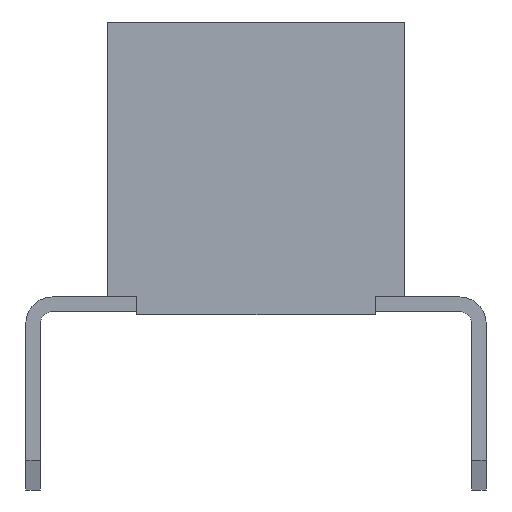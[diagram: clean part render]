
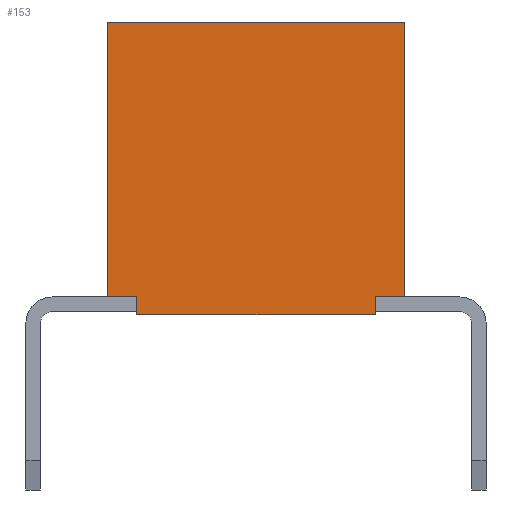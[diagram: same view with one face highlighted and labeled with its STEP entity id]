
A CAD part, left-side view. The second image highlights one B-rep face of the part: STEP entity #153.
In plain terms, the highlighted planar face has unit normal (-1, 0, 0).
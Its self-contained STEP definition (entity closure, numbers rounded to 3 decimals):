
#153=ADVANCED_FACE('',(#632),#408,.T.);
#408=PLANE('',#5024);
#632=FACE_OUTER_BOUND('',#904,.T.);
#904=EDGE_LOOP('',(#1370,#1371,#1372,#1373,#1374,#1375,#1376,#1377));
#1370=ORIENTED_EDGE('',*,*,#3219,.T.);
#1371=ORIENTED_EDGE('',*,*,#3217,.T.);
#1372=ORIENTED_EDGE('',*,*,#3226,.F.);
#1373=ORIENTED_EDGE('',*,*,#3125,.T.);
#1374=ORIENTED_EDGE('',*,*,#3227,.T.);
#1375=ORIENTED_EDGE('',*,*,#3228,.T.);
#1376=ORIENTED_EDGE('',*,*,#3229,.F.);
#1377=ORIENTED_EDGE('',*,*,#3121,.T.);
#2673=VERTEX_POINT('',#6835);
#2674=VERTEX_POINT('',#6837);
#2677=VERTEX_POINT('',#6843);
#2678=VERTEX_POINT('',#6845);
#2767=VERTEX_POINT('',#7024);
#2769=VERTEX_POINT('',#7028);
#2770=VERTEX_POINT('',#7042);
#2771=VERTEX_POINT('',#7044);
#3121=EDGE_CURVE('',#2674,#2673,#3829,.T.);
#3125=EDGE_CURVE('',#2678,#2677,#3833,.T.);
#3217=EDGE_CURVE('',#2767,#2769,#3925,.T.);
#3219=EDGE_CURVE('',#2673,#2767,#3927,.T.);
#3226=EDGE_CURVE('',#2678,#2769,#3934,.T.);
#3227=EDGE_CURVE('',#2677,#2770,#3935,.T.);
#3228=EDGE_CURVE('',#2770,#2771,#3936,.T.);
#3229=EDGE_CURVE('',#2674,#2771,#3937,.T.);
#3829=LINE('',#6836,#4475);
#3833=LINE('',#6844,#4479);
#3925=LINE('',#7029,#4571);
#3927=LINE('',#7032,#4573);
#3934=LINE('',#7040,#4580);
#3935=LINE('',#7041,#4581);
#3936=LINE('',#7043,#4582);
#3937=LINE('',#7045,#4583);
#4475=VECTOR('',#5453,1.);
#4479=VECTOR('',#5457,1.);
#4571=VECTOR('',#5551,1.);
#4573=VECTOR('',#5555,1.);
#4580=VECTOR('',#5564,1.);
#4581=VECTOR('',#5565,1.);
#4582=VECTOR('',#5566,1.);
#4583=VECTOR('',#5567,1.);
#5024=AXIS2_PLACEMENT_3D('',#7046,#5568,#5569);
#5453=DIRECTION('',(0.,-1.,0.));
#5457=DIRECTION('',(0.,-1.,0.));
#5551=DIRECTION('',(0.,1.,0.));
#5555=DIRECTION('',(0.,0.,1.));
#5564=DIRECTION('',(0.,0.,1.));
#5565=DIRECTION('',(0.,0.,-1.));
#5566=DIRECTION('',(0.,-1.,0.));
#5567=DIRECTION('',(0.,0.,-1.));
#5568=DIRECTION('',(-1.,0.,0.));
#5569=DIRECTION('',(0.,0.,1.));
#6835=CARTESIAN_POINT('',(0.,0.,0.));
#6836=CARTESIAN_POINT('',(0.,2.54,0.));
#6837=CARTESIAN_POINT('',(0.,0.5,0.));
#6843=CARTESIAN_POINT('',(0.,4.58,0.));
#6844=CARTESIAN_POINT('',(0.,2.54,0.));
#6845=CARTESIAN_POINT('',(0.,5.08,0.));
#7024=CARTESIAN_POINT('',(0.,0.,4.7));
#7028=CARTESIAN_POINT('',(0.,5.08,4.7));
#7029=CARTESIAN_POINT('',(0.,2.54,4.7));
#7032=CARTESIAN_POINT('',(0.,0.,0.));
#7040=CARTESIAN_POINT('',(0.,5.08,0.));
#7041=CARTESIAN_POINT('',(0.,4.58,-0.3));
#7042=CARTESIAN_POINT('',(0.,4.58,-0.3));
#7043=CARTESIAN_POINT('',(0.,4.58,-0.3));
#7044=CARTESIAN_POINT('',(0.,0.5,-0.3));
#7045=CARTESIAN_POINT('',(0.,0.5,-0.3));
#7046=CARTESIAN_POINT('',(0.,2.54,0.));
